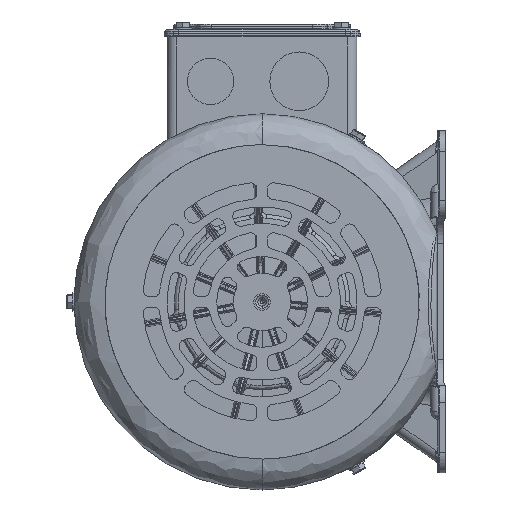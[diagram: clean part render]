
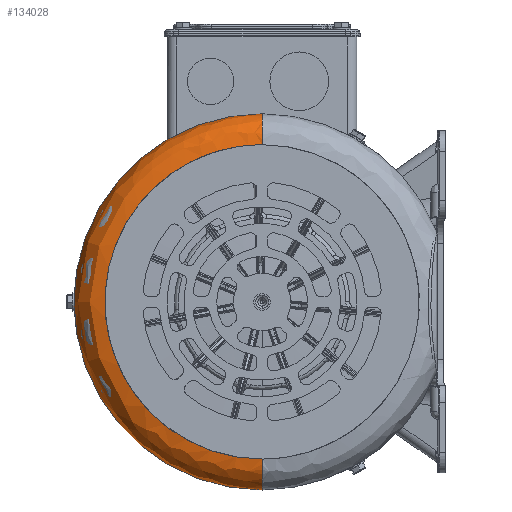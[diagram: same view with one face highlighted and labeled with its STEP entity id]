
A CAD part, left-side view. The second image highlights one B-rep face of the part: STEP entity #134028.
In plain terms, the highlighted free-form (B-spline) face has degree [3, 3] with [4, 4] control points.
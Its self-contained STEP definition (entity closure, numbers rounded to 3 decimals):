
#346 = VERTEX_POINT ( 'NONE', #78110 ) ;
#952 = AXIS2_PLACEMENT_3D ( 'NONE', #136354, #122123, #73863 ) ;
#5583 = ORIENTED_EDGE ( 'NONE', *, *, #38007, .F. ) ;
#7562 = CARTESIAN_POINT ( 'NONE',  ( -5.787, 0., 3.002 ) ) ;
#8134 =( BOUNDED_CURVE ( )  B_SPLINE_CURVE ( 3, ( #77301, #114465, #125551, #18754 ),
 .UNSPECIFIED., .F., .F. ) 
 B_SPLINE_CURVE_WITH_KNOTS ( ( 4, 4 ),
 ( 0.5, 1. ),
 .UNSPECIFIED. ) 
 CURVE ( )  GEOMETRIC_REPRESENTATION_ITEM ( )  RATIONAL_B_SPLINE_CURVE ( ( 1., 0.333, 0.333, 1. ) ) 
 REPRESENTATION_ITEM ( '' )  );
#8172 = CARTESIAN_POINT ( 'NONE',  ( -5.197, 0., -3.002 ) ) ;
#16269 = CARTESIAN_POINT ( 'NONE',  ( -5.787, 0., 3.348 ) ) ;
#18417 = DIRECTION ( 'NONE',  ( 0., 0., -1. ) ) ;
#18754 = CARTESIAN_POINT ( 'NONE',  ( -5.787, 0., 3.002 ) ) ;
#29667 = CARTESIAN_POINT ( 'NONE',  ( -5.197, 7.185, 3.593 ) ) ;
#34863 = EDGE_CURVE ( 'NONE', #346, #119448, #151036, .T. ) ;
#38007 = EDGE_CURVE ( 'NONE', #104787, #137178, #75099, .T. ) ;
#43880 = CARTESIAN_POINT ( 'NONE',  ( -5.787, 0., -3.348 ) ) ;
#45749 = ORIENTED_EDGE ( 'NONE', *, *, #53118, .F. ) ;
#49755 =( BOUNDED_SURFACE ( )  B_SPLINE_SURFACE ( 3, 3, ( 
 ( #7562, #67627, #55766, #79468 ),
 ( #16269, #126177, #152273, #43880 ),
 ( #115067, #65289, #115852, #114301 ),
 ( #91337, #29667, #64483, #52647 ) ),
 .UNSPECIFIED., .F., .F., .F. ) 
 B_SPLINE_SURFACE_WITH_KNOTS ( ( 4, 4 ),
 ( 4, 4 ),
 ( 0., 1. ),
 ( 0., 1. ),
 .UNSPECIFIED. ) 
 GEOMETRIC_REPRESENTATION_ITEM ( )  RATIONAL_B_SPLINE_SURFACE ( (
 ( 1., 0.333, 0.333, 1.),
 ( 0.805, 0.268, 0.268, 0.805),
 ( 0.805, 0.268, 0.268, 0.805),
 ( 1., 0.333, 0.333, 1.) ) ) 
 REPRESENTATION_ITEM ( '' )  SURFACE ( )  );
#52647 = CARTESIAN_POINT ( 'NONE',  ( -5.197, 0., -3.593 ) ) ;
#53118 = EDGE_CURVE ( 'NONE', #137178, #119448, #59068, .T. ) ;
#55766 = CARTESIAN_POINT ( 'NONE',  ( -5.787, 6.004, -3.002 ) ) ;
#57399 = CARTESIAN_POINT ( 'NONE',  ( -5.197, 0., 3.593 ) ) ;
#59068 = CIRCLE ( 'NONE', #952, 3.593 ) ;
#59277 = CARTESIAN_POINT ( 'NONE',  ( -5.197, 0., -3.593 ) ) ;
#61481 = EDGE_CURVE ( 'NONE', #104787, #346, #8134, .T. ) ;
#64483 = CARTESIAN_POINT ( 'NONE',  ( -5.197, 7.185, -3.593 ) ) ;
#65289 = CARTESIAN_POINT ( 'NONE',  ( -5.543, 7.185, 3.593 ) ) ;
#65801 = DIRECTION ( 'NONE',  ( 0., 0., 1. ) ) ;
#67627 = CARTESIAN_POINT ( 'NONE',  ( -5.787, 6.004, 3.002 ) ) ;
#72871 = ORIENTED_EDGE ( 'NONE', *, *, #34863, .T. ) ;
#73863 = DIRECTION ( 'NONE',  ( 0., 0., 1. ) ) ;
#75099 = CIRCLE ( 'NONE', #140872, 0.591 ) ;
#77301 = CARTESIAN_POINT ( 'NONE',  ( -5.787, 0., -3.002 ) ) ;
#77655 = DIRECTION ( 'NONE',  ( 0., 1., 0. ) ) ;
#78110 = CARTESIAN_POINT ( 'NONE',  ( -5.787, 0., 3.002 ) ) ;
#79468 = CARTESIAN_POINT ( 'NONE',  ( -5.787, 0., -3.002 ) ) ;
#82809 = AXIS2_PLACEMENT_3D ( 'NONE', #110924, #77655, #65801 ) ;
#85715 = EDGE_LOOP ( 'NONE', ( #5583, #100757, #72871, #45749 ) ) ;
#91337 = CARTESIAN_POINT ( 'NONE',  ( -5.197, 0., 3.593 ) ) ;
#93535 = DIRECTION ( 'NONE',  ( 0., -1., 0. ) ) ;
#100757 = ORIENTED_EDGE ( 'NONE', *, *, #61481, .T. ) ;
#104787 = VERTEX_POINT ( 'NONE', #148373 ) ;
#110924 = CARTESIAN_POINT ( 'NONE',  ( -5.197, 0., 3.002 ) ) ;
#114301 = CARTESIAN_POINT ( 'NONE',  ( -5.543, 0., -3.593 ) ) ;
#114465 = CARTESIAN_POINT ( 'NONE',  ( -5.787, 6.004, -3.002 ) ) ;
#115067 = CARTESIAN_POINT ( 'NONE',  ( -5.543, 0., 3.593 ) ) ;
#115852 = CARTESIAN_POINT ( 'NONE',  ( -5.543, 7.185, -3.593 ) ) ;
#119448 = VERTEX_POINT ( 'NONE', #57399 ) ;
#122123 = DIRECTION ( 'NONE',  ( 1., 0., 0. ) ) ;
#124623 = FACE_OUTER_BOUND ( 'NONE', #85715, .T. ) ;
#125551 = CARTESIAN_POINT ( 'NONE',  ( -5.787, 6.004, 3.002 ) ) ;
#126177 = CARTESIAN_POINT ( 'NONE',  ( -5.787, 6.696, 3.348 ) ) ;
#134028 = ADVANCED_FACE ( 'NONE', ( #124623 ), #49755, .T. ) ;
#136354 = CARTESIAN_POINT ( 'NONE',  ( -5.197, 0., 0. ) ) ;
#137178 = VERTEX_POINT ( 'NONE', #59277 ) ;
#140872 = AXIS2_PLACEMENT_3D ( 'NONE', #8172, #93535, #18417 ) ;
#148373 = CARTESIAN_POINT ( 'NONE',  ( -5.787, 0., -3.002 ) ) ;
#151036 = CIRCLE ( 'NONE', #82809, 0.591 ) ;
#152273 = CARTESIAN_POINT ( 'NONE',  ( -5.787, 6.696, -3.348 ) ) ;
